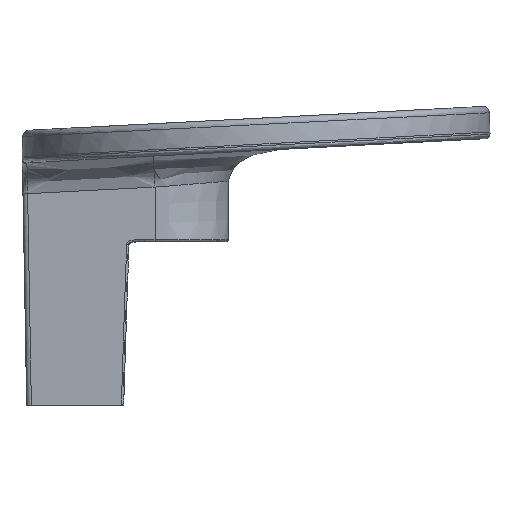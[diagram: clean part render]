
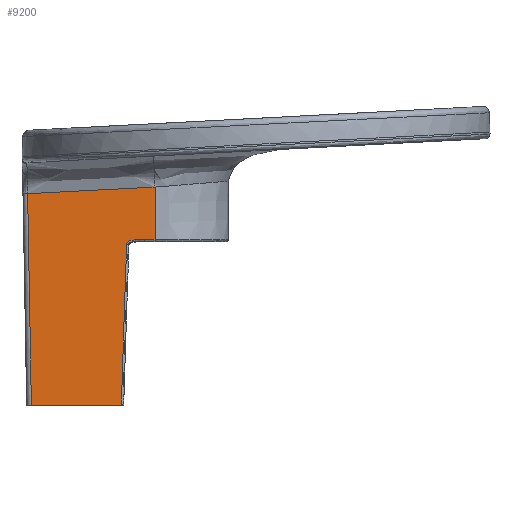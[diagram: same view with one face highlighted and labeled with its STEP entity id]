
A CAD part, front view. The second image highlights one B-rep face of the part: STEP entity #9200.
In plain terms, the highlighted planar face has unit normal (0.001, -1, -0.009).
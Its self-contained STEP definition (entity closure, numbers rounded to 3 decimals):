
#1032=ELLIPSE('',#10007,4545.203,31.731);
#1343=B_SPLINE_CURVE_WITH_KNOTS('',3,(#19469,#19470,#19471,#19472),
 .UNSPECIFIED.,.F.,.F.,(4,4),(0.,0.003),.UNSPECIFIED.);
#1348=B_SPLINE_CURVE_WITH_KNOTS('',3,(#20332,#20333,#20334,#20335,#20336,
#20337,#20338,#20339,#20340,#20341,#20342,#20343),.UNSPECIFIED.,.F.,.F.,
(4,1,1,1,1,1,1,1,1,4),(0.,0.063,0.094,0.125,0.188,0.25,0.375,0.5,0.75,
1.),.UNSPECIFIED.);
#1366=B_SPLINE_CURVE_WITH_KNOTS('',3,(#20666,#20667,#20668,#20669),
 .UNSPECIFIED.,.F.,.F.,(4,4),(0.,0.964),.UNSPECIFIED.);
#1469=B_SPLINE_CURVE_WITH_KNOTS('',3,(#22897,#22898,#22899,#22900),
 .UNSPECIFIED.,.F.,.F.,(4,4),(0.043,1.),.UNSPECIFIED.);
#3932=ORIENTED_EDGE('',*,*,#5201,.T.);
#3933=ORIENTED_EDGE('',*,*,#5035,.T.);
#3934=ORIENTED_EDGE('',*,*,#5158,.T.);
#3935=ORIENTED_EDGE('',*,*,#5171,.T.);
#3936=ORIENTED_EDGE('',*,*,#5164,.T.);
#3937=ORIENTED_EDGE('',*,*,#5169,.T.);
#3938=ORIENTED_EDGE('',*,*,#5531,.T.);
#3939=ORIENTED_EDGE('',*,*,#5203,.T.);
#5035=EDGE_CURVE('',#6252,#6256,#6951,.F.);
#5158=EDGE_CURVE('',#6256,#6354,#1032,.F.);
#5164=EDGE_CURVE('',#6357,#6359,#1343,.T.);
#5169=EDGE_CURVE('',#6359,#6360,#6980,.T.);
#5171=EDGE_CURVE('',#6354,#6357,#1348,.T.);
#5201=EDGE_CURVE('',#6378,#6252,#6986,.F.);
#5203=EDGE_CURVE('',#6380,#6378,#1366,.T.);
#5531=EDGE_CURVE('',#6360,#6380,#1469,.T.);
#6252=VERTEX_POINT('',#18828);
#6256=VERTEX_POINT('',#18837);
#6354=VERTEX_POINT('',#19429);
#6357=VERTEX_POINT('',#19461);
#6359=VERTEX_POINT('',#19468);
#6360=VERTEX_POINT('',#19504);
#6378=VERTEX_POINT('',#20635);
#6380=VERTEX_POINT('',#20670);
#6951=LINE('',#18838,#7494);
#6980=LINE('',#19522,#7523);
#6986=LINE('',#20648,#7529);
#7494=VECTOR('',#11979,1000.);
#7523=VECTOR('',#12182,1000.);
#7529=VECTOR('',#12212,1000.);
#8136=EDGE_LOOP('',(#3932,#3933,#3934,#3935,#3936,#3937,#3938,#3939));
#8624=FACE_BOUND('',#8136,.T.);
#8717=PLANE('',#10197);
#9200=ADVANCED_FACE('',(#8624),#8717,.T.);
#10007=AXIS2_PLACEMENT_3D('',#19428,#12175,#12176);
#10197=AXIS2_PLACEMENT_3D('',#22903,#12682,#12683);
#11979=DIRECTION('',(-1.,0.,0.));
#12175=DIRECTION('',(0.,-1.,-0.009));
#12176=DIRECTION('',(0.,0.009,-1.));
#12182=DIRECTION('',(1.,0.,0.));
#12212=DIRECTION('',(-0.018,-0.009,1.));
#12682=DIRECTION('',(0.,-1.,-0.009));
#12683=DIRECTION('',(0.,-0.009,1.));
#18828=CARTESIAN_POINT('',(-47.929,-36.899,-30.891));
#18837=CARTESIAN_POINT('',(-28.719,-36.89,-30.891));
#18838=CARTESIAN_POINT('',(-0.183,-36.877,-30.891));
#19428=CARTESIAN_POINT('',(-21.559,1.749,-4458.133));
#19429=CARTESIAN_POINT('',(-27.599,-37.188,3.309));
#19461=CARTESIAN_POINT('',(-26.375,-37.196,4.299));
#19468=CARTESIAN_POINT('',(-23.72,-37.197,4.496));
#19469=CARTESIAN_POINT('',(-26.375,-37.196,4.299));
#19470=CARTESIAN_POINT('',(-25.502,-37.197,4.495));
#19471=CARTESIAN_POINT('',(-24.61,-37.197,4.496));
#19472=CARTESIAN_POINT('',(-23.72,-37.197,4.496));
#19504=CARTESIAN_POINT('',(-21.549,-37.196,4.496));
#19522=CARTESIAN_POINT('',(-0.183,-37.186,4.496));
#20332=CARTESIAN_POINT('',(-27.599,-37.188,3.309));
#20333=CARTESIAN_POINT('',(-27.598,-37.188,3.356));
#20334=CARTESIAN_POINT('',(-27.596,-37.189,3.398));
#20335=CARTESIAN_POINT('',(-27.592,-37.19,3.5));
#20336=CARTESIAN_POINT('',(-27.592,-37.19,3.528));
#20337=CARTESIAN_POINT('',(-27.569,-37.191,3.636));
#20338=CARTESIAN_POINT('',(-27.496,-37.192,3.76));
#20339=CARTESIAN_POINT('',(-27.398,-37.193,3.872));
#20340=CARTESIAN_POINT('',(-27.114,-37.194,4.064));
#20341=CARTESIAN_POINT('',(-26.822,-37.195,4.185));
#20342=CARTESIAN_POINT('',(-26.548,-37.196,4.261));
#20343=CARTESIAN_POINT('',(-26.375,-37.196,4.299));
#20635=CARTESIAN_POINT('',(-48.726,-37.293,14.203));
#20648=CARTESIAN_POINT('',(-47.927,-36.898,-30.972));
#20666=CARTESIAN_POINT('',(-21.549,-37.293,15.627));
#20667=CARTESIAN_POINT('',(-30.608,-37.293,15.152));
#20668=CARTESIAN_POINT('',(-39.667,-37.293,14.678));
#20669=CARTESIAN_POINT('',(-48.726,-37.293,14.203));
#20670=CARTESIAN_POINT('',(-21.549,-37.293,15.627));
#22897=CARTESIAN_POINT('',(-21.549,-37.196,4.496));
#22898=CARTESIAN_POINT('',(-21.549,-37.228,8.206));
#22899=CARTESIAN_POINT('',(-21.549,-37.26,11.917));
#22900=CARTESIAN_POINT('',(-21.549,-37.293,15.627));
#22903=CARTESIAN_POINT('',(-0.183,-37.381,26.877));
